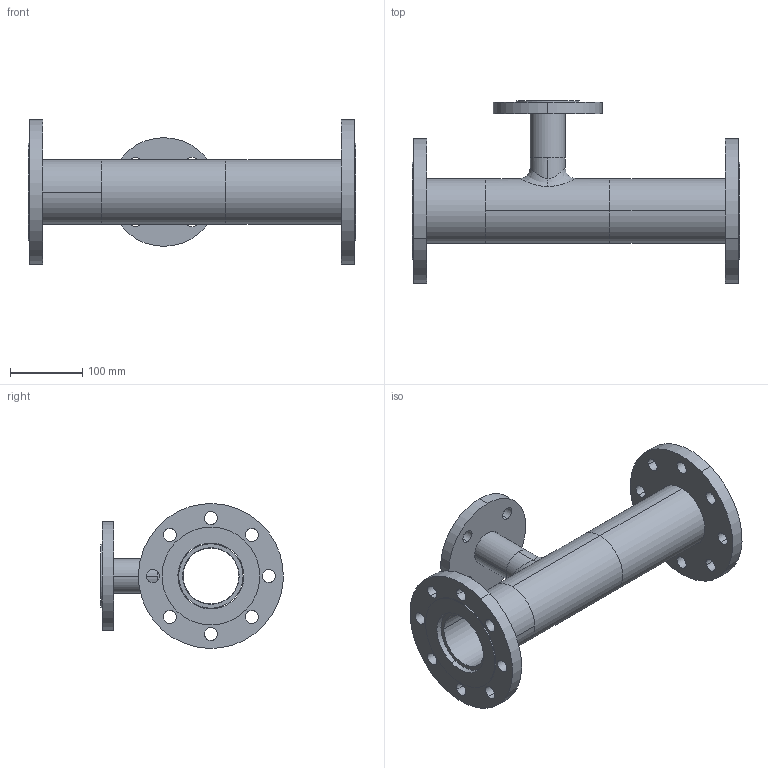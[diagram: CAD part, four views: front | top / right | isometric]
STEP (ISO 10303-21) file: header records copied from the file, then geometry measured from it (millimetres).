
FILE_DESCRIPTION (( 'STEP AP203' ), '1' );
FILE_NAME ('3674-30_REV_.step', '2026-02-06T22:21:33', ( '' ), ( '' ), 'SwSTEP 2.0', 'SolidWorks 2025', '' );
FILE_SCHEMA (( 'CONFIG_CONTROL_DESIGN' ));
Length unit declared in the file: millimetre
Products named in the file (5): OEM-80NB-PN10-SO-316L_80NB BORE; OEM-40NB-PN10-SO-316L_Default<As Machined>; 3674-30_REV_; OEM-80x40-T-40-316L; 3674-30-10_Default<As Machined>
Assembly tree (5 placements, depth 2):
  3674-30_REV_
    3674-30-10_Default<As Machined>
    OEM-80x40-T-40-316L
    OEM-40NB-PN10-SO-316L_Default<As Machined>
    OEM-80NB-PN10-SO-316L_80NB BORE  x2
Bounding box: 452 x 251.9 x 199.81 mm (x, y, z)
Volume: 1807054.1 mm3; surface area: 452509.4 mm2
Topology: 7 solids, 7 shells, 98 faces, 240 edges, 160 vertices
Faces by surface type: cylinder 78, plane 18, bspline 2
Entity records: 3603 total; most frequent: CARTESIAN_POINT 1193, DIRECTION 434, ORIENTED_EDGE 348, AXIS2_PLACEMENT_3D 189, EDGE_CURVE 174, VERTEX_POINT 116, EDGE_LOOP 114, CIRCLE 110
